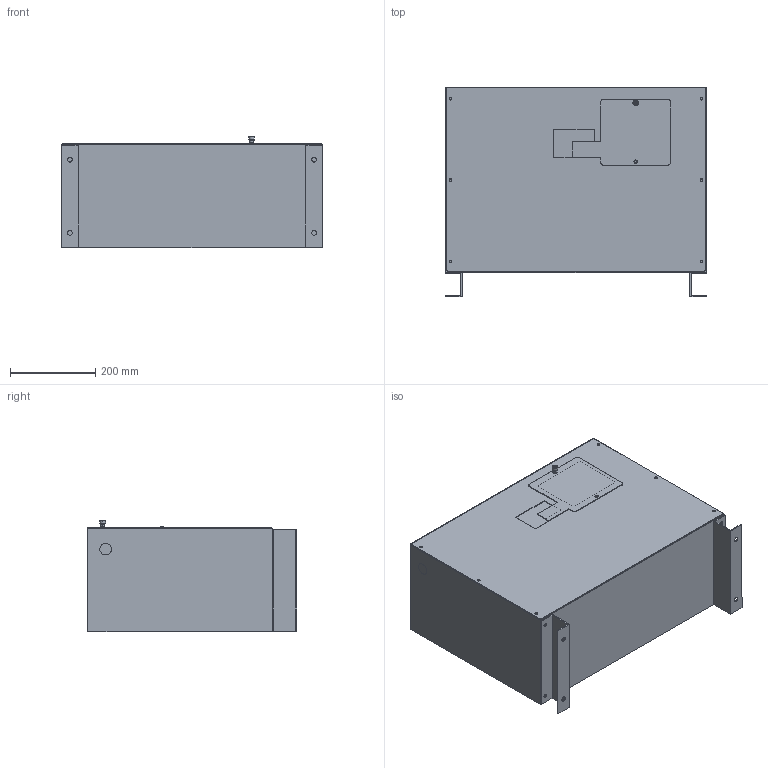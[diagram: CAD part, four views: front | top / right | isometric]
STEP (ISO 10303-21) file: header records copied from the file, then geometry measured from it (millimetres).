
FILE_DESCRIPTION (( 'STEP AP214' ), '1' );
FILE_NAME ('WM-FM.STEP', '2025-09-12T21:31:23', ( '' ), ( '' ), 'SwSTEP 2.0', 'SolidWorks 2016', '' );
FILE_SCHEMA (( 'AUTOMOTIVE_DESIGN' ));
Length unit declared in the file: inch
Products named in the file (5): WM Item 4; WM Item 5; WM-FM; WM Item 2; WM Item 1
Assembly tree (5 placements, depth 2):
  WM-FM
    WM Item 1
    WM Item 2
    WM Item 4
    WM Item 5  x2
Bounding box: 609.6 x 490.86 x 261.39 mm (x, y, z)
Volume: 64198398.3 mm3; surface area: 1709274.7 mm2
Topology: 6 solids, 6 shells, 228 faces, 559 edges, 363 vertices
Faces by surface type: plane 101, cylinder 99, cone 18, bspline 10
Entity records: 6628 total; most frequent: CARTESIAN_POINT 1292, DIRECTION 1121, ORIENTED_EDGE 1002, EDGE_CURVE 501, AXIS2_PLACEMENT_3D 428, VERTEX_POINT 331, EDGE_LOOP 272, LINE 265
